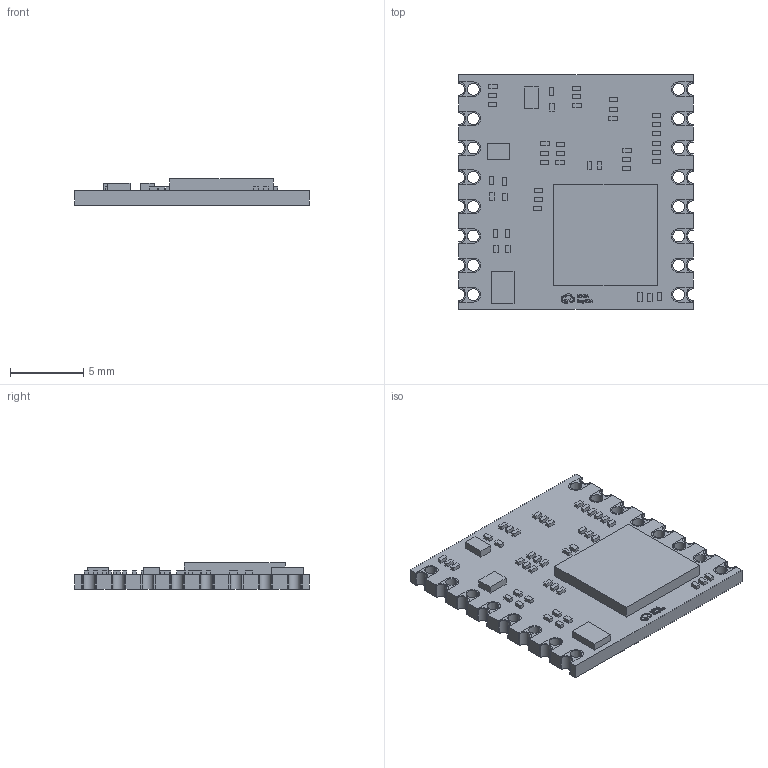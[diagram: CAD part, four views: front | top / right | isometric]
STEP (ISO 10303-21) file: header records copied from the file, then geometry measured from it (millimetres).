
FILE_DESCRIPTION (( 'STEP AP214' ), '1' );
FILE_NAME ('COMM-SMD_RFM95W.step', '2022-06-21T13:20:06', ( '' ), ( '' ), 'SwSTEP 2.0', 'SolidWorks 2020', '' );
FILE_SCHEMA (( 'AUTOMOTIVE_DESIGN' ));
Length unit declared in the file: millimetre
Products named in the file (1): COMM-SMD_RFM95W
Bounding box: 16 x 16 x 1.8 mm (x, y, z)
Volume: 287.4 mm3; surface area: 698 mm2
Topology: 17 solids, 17 shells, 718 faces, 1836 edges, 1224 vertices
Faces by surface type: plane 518, bspline 112, cylinder 88
Entity records: 29830 total; most frequent: CARTESIAN_POINT 5495, ORIENTED_EDGE 3672, DIRECTION 2987, EDGE_CURVE 1836, LINE 1357, VECTOR 1357, VERTEX_POINT 1224, EDGE_LOOP 822
